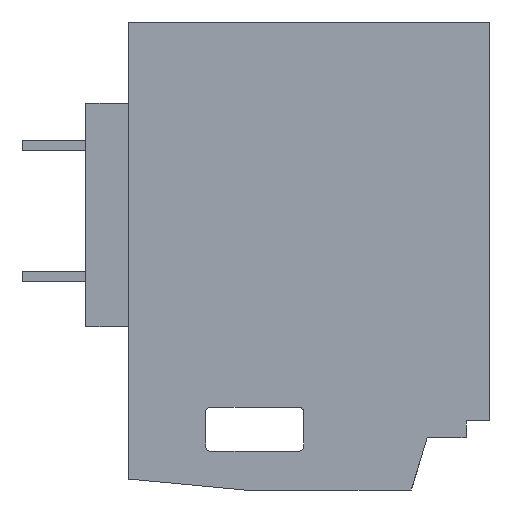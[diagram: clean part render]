
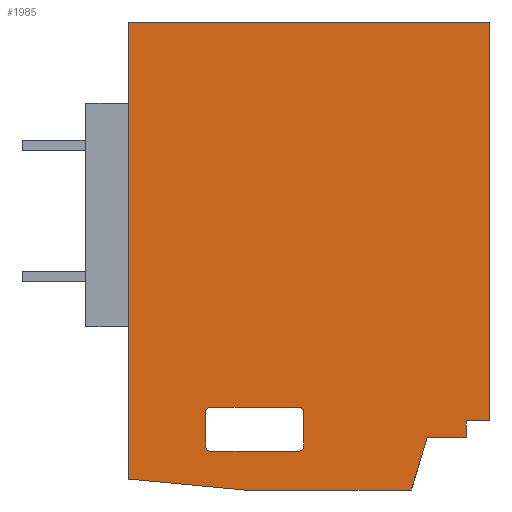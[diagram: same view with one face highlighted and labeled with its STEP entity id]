
A CAD part, left-side view. The second image highlights one B-rep face of the part: STEP entity #1985.
In plain terms, the highlighted planar face has unit normal (-1, 0, 0).
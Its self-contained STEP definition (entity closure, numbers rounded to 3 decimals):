
#14=DIRECTION('',(0.,-0.292,0.956));
#15=VECTOR('',#14,42.351);
#16=CARTESIAN_POINT('',(0.,-300.618,-362.));
#17=LINE('',#16,#15);
#18=DIRECTION('',(0.,1.,0.));
#19=VECTOR('',#18,129.118);
#20=CARTESIAN_POINT('',(0.,-300.618,-362.));
#21=LINE('',#20,#19);
#22=DIRECTION('',(0.,-0.996,-0.094));
#23=VECTOR('',#22,90.4);
#24=CARTESIAN_POINT('',(0.,-81.5,-353.5));
#25=LINE('',#24,#23);
#26=DIRECTION('',(0.,-1.,0.));
#27=VECTOR('',#26,279.5);
#28=CARTESIAN_POINT('',(0.,-81.5,0.));
#29=LINE('',#28,#27);
#30=DIRECTION('',(0.,0.,-1.));
#31=VECTOR('',#30,308.5);
#32=CARTESIAN_POINT('',(0.,-361.,0.));
#33=LINE('',#32,#31);
#34=DIRECTION('',(0.,1.,0.));
#35=VECTOR('',#34,18.);
#36=CARTESIAN_POINT('',(0.,-361.,-308.5));
#37=LINE('',#36,#35);
#38=DIRECTION('',(0.,0.,1.));
#39=VECTOR('',#38,13.);
#40=CARTESIAN_POINT('',(0.,-343.,-321.5));
#41=LINE('',#40,#39);
#42=DIRECTION('',(0.,-1.,0.));
#43=VECTOR('',#42,30.);
#44=CARTESIAN_POINT('',(0.,-313.,-321.5));
#45=LINE('',#44,#43);
#46=CARTESIAN_POINT('',(0.,-145.5,-328.));
#47=DIRECTION('',(1.,0.,0.));
#48=DIRECTION('',(0.,0.,-1.));
#49=AXIS2_PLACEMENT_3D('',#46,#47,#48);
#51=DIRECTION('',(0.,1.,0.));
#52=VECTOR('',#51,68.);
#53=CARTESIAN_POINT('',(0.,-213.5,-332.));
#54=LINE('',#53,#52);
#55=CARTESIAN_POINT('',(0.,-213.5,-328.));
#56=DIRECTION('',(1.,0.,0.));
#57=DIRECTION('',(0.,-1.,0.));
#58=AXIS2_PLACEMENT_3D('',#55,#56,#57);
#60=DIRECTION('',(0.,0.,-1.));
#61=VECTOR('',#60,26.);
#62=CARTESIAN_POINT('',(0.,-217.5,-302.));
#63=LINE('',#62,#61);
#64=CARTESIAN_POINT('',(0.,-213.5,-302.));
#65=DIRECTION('',(1.,0.,0.));
#66=DIRECTION('',(0.,0.,1.));
#67=AXIS2_PLACEMENT_3D('',#64,#65,#66);
#69=DIRECTION('',(0.,-1.,0.));
#70=VECTOR('',#69,68.);
#71=CARTESIAN_POINT('',(0.,-145.5,-298.));
#72=LINE('',#71,#70);
#73=CARTESIAN_POINT('',(0.,-145.5,-302.));
#74=DIRECTION('',(1.,0.,0.));
#75=DIRECTION('',(0.,1.,0.));
#76=AXIS2_PLACEMENT_3D('',#73,#74,#75);
#78=DIRECTION('',(0.,0.,1.));
#79=VECTOR('',#78,26.);
#80=CARTESIAN_POINT('',(0.,-141.5,-328.));
#81=LINE('',#80,#79);
#470=DIRECTION('',(0.,0.,-1.));
#471=VECTOR('',#470,353.5);
#472=CARTESIAN_POINT('',(0.,-81.5,0.));
#473=LINE('',#472,#471);
#1478=CARTESIAN_POINT('',(0.,-361.,0.));
#1480=VERTEX_POINT('',#1478);
#1734=CARTESIAN_POINT('',(0.,-81.5,0.));
#1736=VERTEX_POINT('',#1734);
#1742=CARTESIAN_POINT('',(0.,-81.5,-353.5));
#1743=VERTEX_POINT('',#1742);
#1744=CARTESIAN_POINT('',(0.,-171.5,-362.));
#1745=VERTEX_POINT('',#1744);
#1762=CARTESIAN_POINT('',(0.,-300.618,-362.));
#1763=CARTESIAN_POINT('',(0.,-313.,-321.5));
#1764=VERTEX_POINT('',#1762);
#1765=VERTEX_POINT('',#1763);
#1766=CARTESIAN_POINT('',(0.,-343.,-321.5));
#1767=VERTEX_POINT('',#1766);
#1768=CARTESIAN_POINT('',(0.,-343.,-308.5));
#1769=VERTEX_POINT('',#1768);
#1770=CARTESIAN_POINT('',(0.,-361.,-308.5));
#1771=VERTEX_POINT('',#1770);
#1772=CARTESIAN_POINT('',(0.,-145.5,-332.));
#1773=CARTESIAN_POINT('',(0.,-141.5,-328.));
#1774=VERTEX_POINT('',#1772);
#1775=VERTEX_POINT('',#1773);
#1776=CARTESIAN_POINT('',(0.,-141.5,-302.));
#1777=VERTEX_POINT('',#1776);
#1778=CARTESIAN_POINT('',(0.,-145.5,-298.));
#1779=VERTEX_POINT('',#1778);
#1780=CARTESIAN_POINT('',(0.,-213.5,-298.));
#1781=VERTEX_POINT('',#1780);
#1782=CARTESIAN_POINT('',(0.,-217.5,-302.));
#1783=VERTEX_POINT('',#1782);
#1784=CARTESIAN_POINT('',(0.,-217.5,-328.));
#1785=VERTEX_POINT('',#1784);
#1786=CARTESIAN_POINT('',(0.,-213.5,-332.));
#1787=VERTEX_POINT('',#1786);
#1942=CARTESIAN_POINT('',(0.,0.,0.));
#1943=DIRECTION('',(1.,0.,0.));
#1944=DIRECTION('',(0.,-1.,0.));
#1945=AXIS2_PLACEMENT_3D('',#1942,#1943,#1944);
#1946=PLANE('',#1945);
#1948=ORIENTED_EDGE('',*,*,#1947,.F.);
#1950=ORIENTED_EDGE('',*,*,#1949,.T.);
#1952=ORIENTED_EDGE('',*,*,#1951,.F.);
#1954=ORIENTED_EDGE('',*,*,#1953,.F.);
#1956=ORIENTED_EDGE('',*,*,#1955,.T.);
#1958=ORIENTED_EDGE('',*,*,#1957,.T.);
#1960=ORIENTED_EDGE('',*,*,#1959,.T.);
#1962=ORIENTED_EDGE('',*,*,#1961,.F.);
#1964=ORIENTED_EDGE('',*,*,#1963,.F.);
#1965=EDGE_LOOP('',(#1948,#1950,#1952,#1954,#1956,#1958,#1960,#1962,#1964));
#1966=FACE_OUTER_BOUND('',#1965,.F.);
#1968=ORIENTED_EDGE('',*,*,#1967,.F.);
#1970=ORIENTED_EDGE('',*,*,#1969,.F.);
#1972=ORIENTED_EDGE('',*,*,#1971,.F.);
#1974=ORIENTED_EDGE('',*,*,#1973,.F.);
#1976=ORIENTED_EDGE('',*,*,#1975,.F.);
#1978=ORIENTED_EDGE('',*,*,#1977,.F.);
#1980=ORIENTED_EDGE('',*,*,#1979,.F.);
#1982=ORIENTED_EDGE('',*,*,#1981,.F.);
#1983=EDGE_LOOP('',(#1968,#1970,#1972,#1974,#1976,#1978,#1980,#1982));
#1984=FACE_BOUND('',#1983,.F.);
#50=CIRCLE('',#49,4.);
#59=CIRCLE('',#58,4.);
#68=CIRCLE('',#67,4.);
#77=CIRCLE('',#76,4.);
#1947=EDGE_CURVE('',#1764,#1765,#17,.T.);
#1949=EDGE_CURVE('',#1764,#1745,#21,.T.);
#1951=EDGE_CURVE('',#1743,#1745,#25,.T.);
#1953=EDGE_CURVE('',#1736,#1743,#473,.T.);
#1955=EDGE_CURVE('',#1736,#1480,#29,.T.);
#1957=EDGE_CURVE('',#1480,#1771,#33,.T.);
#1959=EDGE_CURVE('',#1771,#1769,#37,.T.);
#1961=EDGE_CURVE('',#1767,#1769,#41,.T.);
#1963=EDGE_CURVE('',#1765,#1767,#45,.T.);
#1967=EDGE_CURVE('',#1774,#1775,#50,.T.);
#1969=EDGE_CURVE('',#1787,#1774,#54,.T.);
#1971=EDGE_CURVE('',#1785,#1787,#59,.T.);
#1973=EDGE_CURVE('',#1783,#1785,#63,.T.);
#1975=EDGE_CURVE('',#1781,#1783,#68,.T.);
#1977=EDGE_CURVE('',#1779,#1781,#72,.T.);
#1979=EDGE_CURVE('',#1777,#1779,#77,.T.);
#1981=EDGE_CURVE('',#1775,#1777,#81,.T.);
#1985=ADVANCED_FACE('',(#1966,#1984),#1946,.F.);
